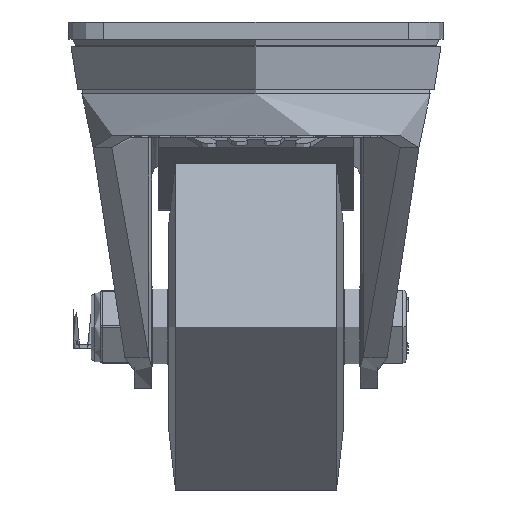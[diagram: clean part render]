
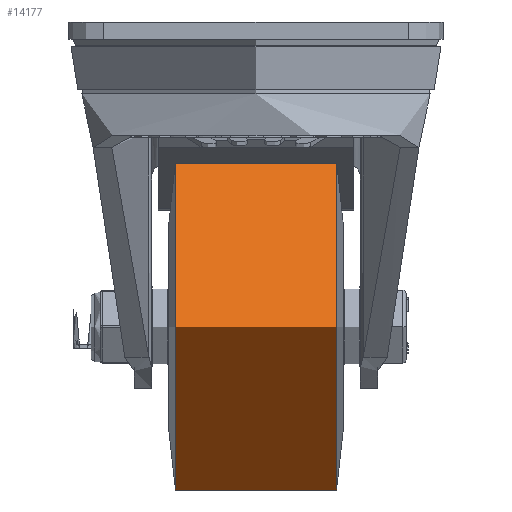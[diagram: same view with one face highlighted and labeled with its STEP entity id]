
A CAD part, left-side view. The second image highlights one B-rep face of the part: STEP entity #14177.
In plain terms, the highlighted cylindrical face has radius 37.5 mm (diameter 75 mm), a full revolution.
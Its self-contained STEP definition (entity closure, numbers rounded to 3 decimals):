
#1886=FACE_OUTER_BOUND('',#2739,.T.);
#2739=EDGE_LOOP('',(#11382,#11383,#11384,#11385));
#3925=LINE('',#23267,#4995);
#4995=VECTOR('',#18183,37.5);
#5664=CIRCLE('',#15514,37.5);
#5666=CIRCLE('',#15517,37.5);
#6604=VERTEX_POINT('',#23260);
#6606=VERTEX_POINT('',#23266);
#8303=EDGE_CURVE('',#6604,#6604,#5664,.T.);
#8306=EDGE_CURVE('',#6604,#6606,#3925,.T.);
#8307=EDGE_CURVE('',#6606,#6606,#5666,.T.);
#11382=ORIENTED_EDGE('',*,*,#8303,.F.);
#11383=ORIENTED_EDGE('',*,*,#8306,.T.);
#11384=ORIENTED_EDGE('',*,*,#8307,.T.);
#11385=ORIENTED_EDGE('',*,*,#8306,.F.);
#13695=CYLINDRICAL_SURFACE('',#15516,37.5);
#14177=ADVANCED_FACE('',(#1886),#13695,.T.);
#15514=AXIS2_PLACEMENT_3D('',#23261,#18176,#18177);
#15516=AXIS2_PLACEMENT_3D('',#23265,#18181,#18182);
#15517=AXIS2_PLACEMENT_3D('',#23268,#18184,#18185);
#18176=DIRECTION('center_axis',(0.,-1.,0.));
#18177=DIRECTION('ref_axis',(0.,0.,1.));
#18181=DIRECTION('center_axis',(0.,-1.,0.));
#18182=DIRECTION('ref_axis',(0.,0.,1.));
#18183=DIRECTION('',(0.,1.,0.));
#18184=DIRECTION('center_axis',(0.,-1.,0.));
#18185=DIRECTION('ref_axis',(0.,0.,1.));
#23260=CARTESIAN_POINT('',(0.,-18.5,-37.5));
#23261=CARTESIAN_POINT('Origin',(0.,-18.5,0.));
#23265=CARTESIAN_POINT('Origin',(0.,0.,0.));
#23266=CARTESIAN_POINT('',(0.,18.5,-37.5));
#23267=CARTESIAN_POINT('',(0.,0.,-37.5));
#23268=CARTESIAN_POINT('Origin',(0.,18.5,0.));
